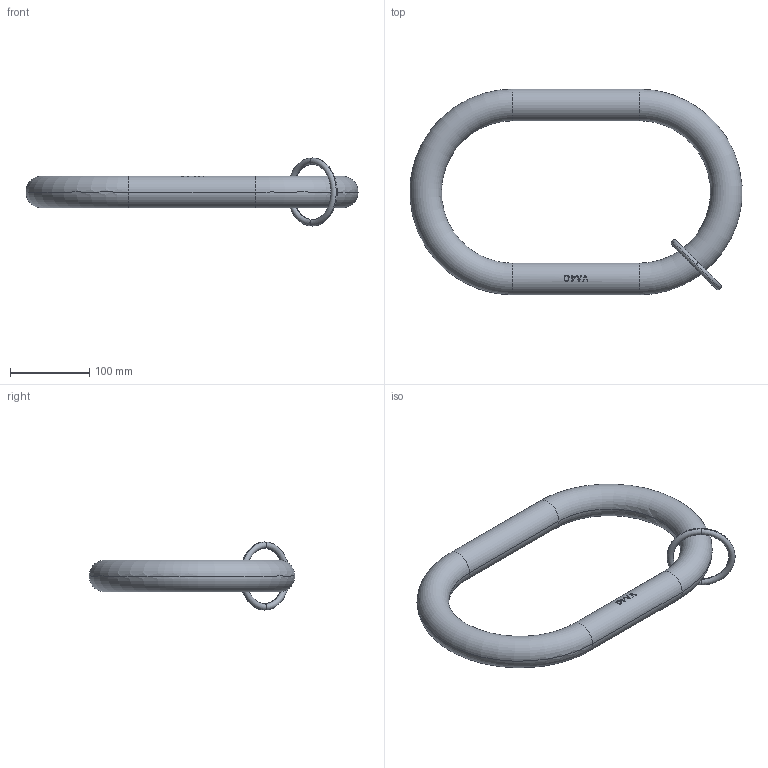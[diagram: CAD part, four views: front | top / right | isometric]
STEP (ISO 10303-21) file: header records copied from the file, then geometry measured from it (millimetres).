
FILE_DESCRIPTION((''),'2;1');
FILE_NAME('3VA40','2005-01-18T',('jakubetz'),(''),'PRO/ENGINEER BY PARAMETRIC TECHNOLOGY CORPORATION, 2001400','PRO/ENGINEER BY PARAMETRIC TECHNOLOGY CORPORATION, 2001400','');
FILE_SCHEMA(('CONFIG_CONTROL_DESIGN'));
Length unit declared in the file: millimetre
Products named in the file (1): 3VA40
Bounding box: 419.51 x 260 x 86 mm (x, y, z)
Volume: 1282942.4 mm3; surface area: 133275.2 mm2
Topology: 2 solids, 2 shells, 87 faces, 230 edges, 150 vertices
Faces by surface type: plane 72, torus 8, cylinder 7
Entity records: 2846 total; most frequent: CARTESIAN_POINT 739, ORIENTED_EDGE 460, DIRECTION 368, EDGE_CURVE 230, VECTOR 150, LINE 150, VERTEX_POINT 150, AXIS2_PLACEMENT_3D 109
